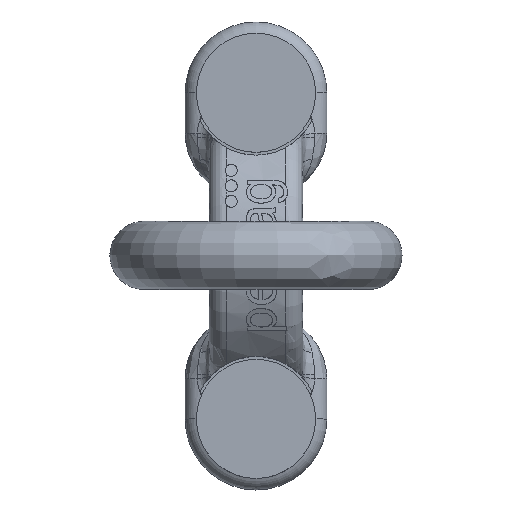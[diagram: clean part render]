
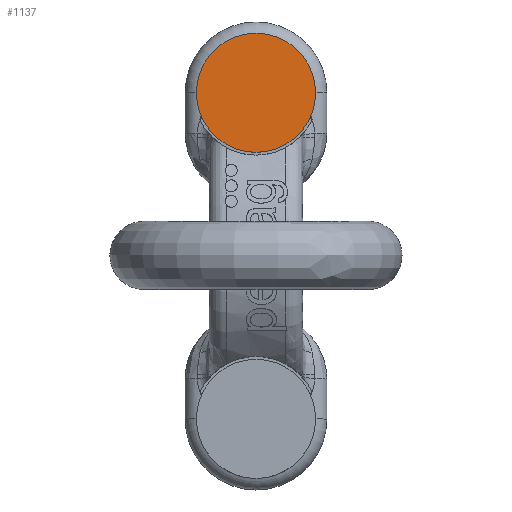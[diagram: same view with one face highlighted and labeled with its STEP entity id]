
A CAD part, top view. The second image highlights one B-rep face of the part: STEP entity #1137.
In plain terms, the highlighted planar face has unit normal (0, 0, 1).
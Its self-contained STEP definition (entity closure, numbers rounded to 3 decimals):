
#796=PLANE('',#3696);
#972=FACE_OUTER_BOUND('',#1412,.T.);
#1137=ADVANCED_FACE('',(#972),#796,.F.);
#1412=EDGE_LOOP('',(#2749));
#2749=ORIENTED_EDGE('',*,*,#3420,.F.);
#3016=VERTEX_POINT('',#7759);
#3420=EDGE_CURVE('',#3016,#3016,#3499,.T.);
#3499=CIRCLE('',#3693,42.);
#3693=AXIS2_PLACEMENT_3D('',#7758,#4245,#4246);
#3696=AXIS2_PLACEMENT_3D('',#7763,#4251,#4252);
#4245=DIRECTION('',(0.,0.,-1.));
#4246=DIRECTION('',(0.,1.,0.));
#4251=DIRECTION('',(0.,0.,-1.));
#4252=DIRECTION('',(-1.,0.,0.));
#7758=CARTESIAN_POINT('',(0.,115.,79.));
#7759=CARTESIAN_POINT('',(0.,157.,79.));
#7763=CARTESIAN_POINT('',(0.,115.,79.));
